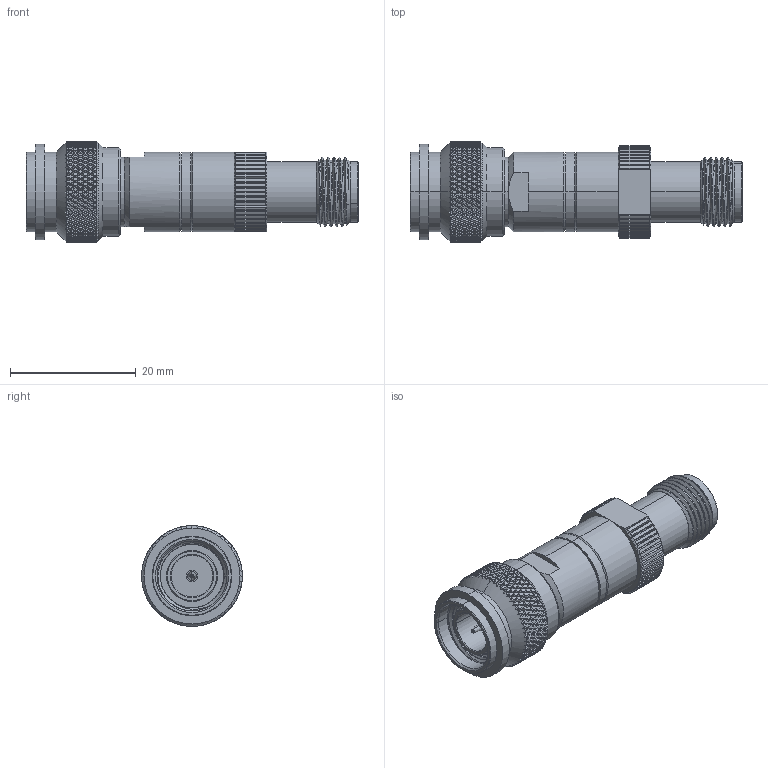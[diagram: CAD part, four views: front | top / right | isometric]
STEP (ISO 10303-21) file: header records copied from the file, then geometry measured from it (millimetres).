
FILE_DESCRIPTION (( 'STEP AP203' ), '1' );
FILE_NAME ('SA3T-03.step', '2019-09-19T15:37:58', ( '' ), ( '' ), 'SwSTEP 2.0', 'SolidWorks 2018', '' );
FILE_SCHEMA (( 'CONFIG_CONTROL_DESIGN' ));
Products named in the file (1): SA3T-03
Bounding box: 52.8 x 16 x 16 mm (x, y, z)
Volume: 5759.6 mm3; surface area: 3931.4 mm2
Topology: 1 solids, 1 shells, 2483 faces, 5250 edges, 2785 vertices
Faces by surface type: bspline 1686, cylinder 530, plane 134, cone 131, torus 2
Entity records: 92865 total; most frequent: CARTESIAN_POINT 58921, ORIENTED_EDGE 10500, EDGE_CURVE 5250, VERTEX_POINT 2785, DIRECTION 2745, EDGE_LOOP 2499, FACE_OUTER_BOUND 2483, ADVANCED_FACE 2483
